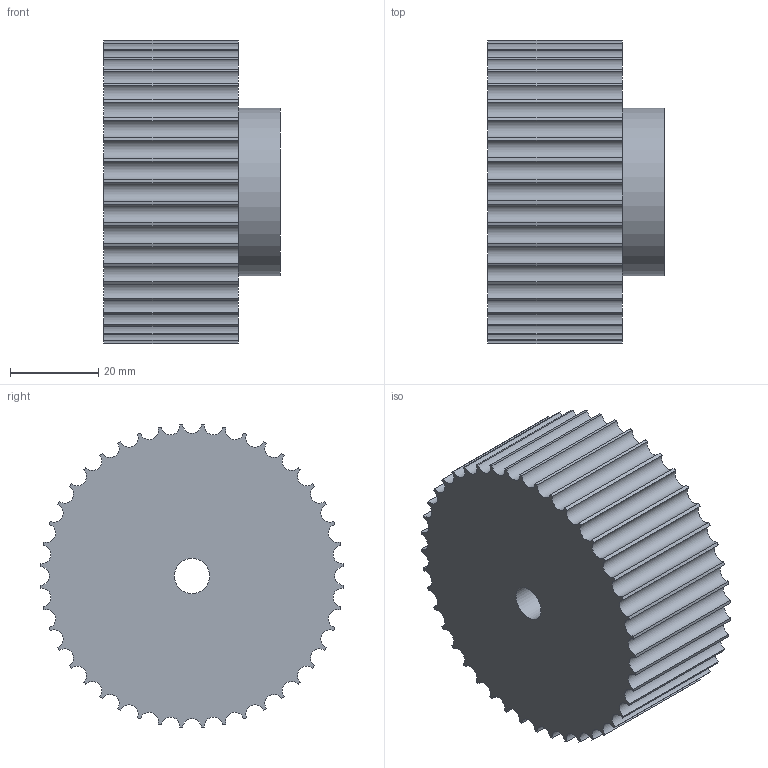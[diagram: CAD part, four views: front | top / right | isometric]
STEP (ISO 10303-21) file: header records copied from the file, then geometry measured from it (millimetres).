
FILE_DESCRIPTION( ( 'STEP AP214' ), '1' );
FILE_NAME( 'HTD-Zrr_8_17244400_2_14.stp', ' ', ( ' ' ), ( ' ' ), 'PSStep 15.0.47', 'PARTsolutions', ' ' );
FILE_SCHEMA( ( 'AUTOMOTIVE_DESIGN { 1 0 10303 214 1 1 1 1 }' ) );
Length unit declared in the file: millimetre
Products named in the file (1): _HTD-Zrr 8 17244400
Bounding box: 40 x 68.76 x 68.76 mm (x, y, z)
Volume: 113272.2 mm3; surface area: 18537.4 mm2
Topology: 1 solids, 1 shells, 93 faces, 270 edges, 180 vertices
Faces by surface type: cylinder 90, plane 3
Full cylindrical faces by diameter (mm): 8 x1, 38 x1
Entity records: 3938 total; most frequent: DIRECTION 636, CARTESIAN_POINT 542, ORIENTED_EDGE 536, AXIS2_PLACEMENT_3D 274, EDGE_CURVE 268, VERTEX_POINT 180, CIRCLE 180, EDGE_LOOP 98
